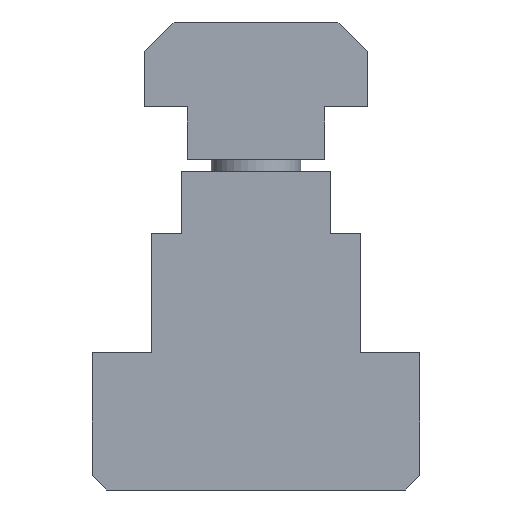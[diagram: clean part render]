
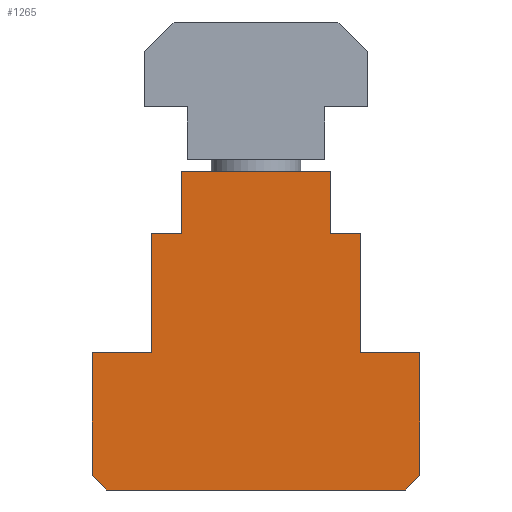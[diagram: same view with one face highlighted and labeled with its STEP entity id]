
A CAD part, front view. The second image highlights one B-rep face of the part: STEP entity #1265.
In plain terms, the highlighted planar face has unit normal (0, -1, 0).
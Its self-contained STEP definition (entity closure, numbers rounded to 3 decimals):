
#537=VERTEX_POINT('',#1541);
#551=VERTEX_POINT('',#1555);
#561=VERTEX_POINT('',#1565);
#577=VERTEX_POINT('',#1583);
#617=EDGE_CURVE('',#1199,#577,#1626,.T.);
#625=EDGE_CURVE('',#1461,#997,#1635,.T.);
#631=EDGE_CURVE('',#1165,#1233,#1641,.T.);
#759=EDGE_CURVE('',#1233,#1013,#1788,.T.);
#833=EDGE_CURVE('',#1013,#537,#1872,.T.);
#847=EDGE_CURVE('',#997,#1065,#1886,.T.);
#889=EDGE_CURVE('',#1373,#561,#1931,.T.);
#997=VERTEX_POINT('',#2046);
#1013=VERTEX_POINT('',#2063);
#1017=EDGE_CURVE('',#551,#1199,#2067,.T.);
#1065=VERTEX_POINT('',#2122);
#1071=EDGE_CURVE('',#537,#1445,#2128,.T.);
#1101=VERTEX_POINT('',#2161);
#1109=EDGE_CURVE('',#1101,#1373,#2170,.T.);
#1165=VERTEX_POINT('',#2228);
#1179=EDGE_CURVE('',#1065,#1165,#2243,.T.);
#1199=VERTEX_POINT('',#2268);
#1219=EDGE_CURVE('',#1445,#1101,#2290,.T.);
#1227=EDGE_CURVE('',#561,#551,#2298,.T.);
#1233=VERTEX_POINT('',#2304);
#1265=ADVANCED_FACE('',(#2343),#2344,.T.);
#1325=EDGE_CURVE('',#577,#1461,#2410,.T.);
#1373=VERTEX_POINT('',#2461);
#1445=VERTEX_POINT('',#2539);
#1461=VERTEX_POINT('',#2556);
#1541=CARTESIAN_POINT('',(11.0,-19.8,0.0));
#1555=CARTESIAN_POINT('',(-11.0,-19.8,0.0));
#1565=CARTESIAN_POINT('',(-11.0,-19.8,-8.2));
#1583=CARTESIAN_POINT('',(-7.0,-19.8,8.0));
#1626=LINE('',#2755,#2756);
#1635=LINE('',#2766,#2767);
#1641=LINE('',#2778,#2779);
#1788=LINE('',#3008,#3009);
#1872=LINE('',#3124,#3125);
#1886=LINE('',#3146,#3147);
#1931=LINE('',#3219,#3220);
#2046=CARTESIAN_POINT('',(-5.0,-19.8,12.2));
#2063=CARTESIAN_POINT('',(7.0,-19.8,0.0));
#2067=LINE('',#3441,#3442);
#2122=CARTESIAN_POINT('',(5.0,-19.8,12.2));
#2128=LINE('',#3537,#3538);
#2161=CARTESIAN_POINT('',(10.0,-19.8,-9.2));
#2170=LINE('',#3593,#3594);
#2228=CARTESIAN_POINT('',(5.0,-19.8,8.0));
#2243=LINE('',#3707,#3708);
#2268=CARTESIAN_POINT('',(-7.0,-19.8,0.0));
#2290=LINE('',#3781,#3782);
#2298=LINE('',#3796,#3797);
#2304=CARTESIAN_POINT('',(7.0,-19.8,8.0));
#2343=FACE_OUTER_BOUND('',#3854,.T.);
#2344=PLANE('',#3855);
#2410=LINE('',#3951,#3952);
#2461=CARTESIAN_POINT('',(-10.0,-19.8,-9.2));
#2539=CARTESIAN_POINT('',(11.0,-19.8,-8.2));
#2556=CARTESIAN_POINT('',(-5.0,-19.8,8.0));
#2755=CARTESIAN_POINT('',(-7.0,-19.8,8.0));
#2756=VECTOR('',#4339,1.0);
#2766=CARTESIAN_POINT('',(-5.0,-19.8,12.2));
#2767=VECTOR('',#4348,1.0);
#2778=CARTESIAN_POINT('',(7.0,-19.8,8.0));
#2779=VECTOR('',#4351,1.0);
#3008=CARTESIAN_POINT('',(7.0,-19.8,0.0));
#3009=VECTOR('',#4526,1.0);
#3124=CARTESIAN_POINT('',(11.0,-19.8,0.0));
#3125=VECTOR('',#4641,1.0);
#3146=CARTESIAN_POINT('',(5.0,-19.8,12.2));
#3147=VECTOR('',#4645,1.0);
#3219=CARTESIAN_POINT('',(-11.0,-19.8,-8.2));
#3220=VECTOR('',#4684,1.0);
#3441=CARTESIAN_POINT('',(-7.0,-19.8,0.0));
#3442=VECTOR('',#4790,1.0);
#3537=CARTESIAN_POINT('',(11.0,-19.8,-8.2));
#3538=VECTOR('',#4853,1.0);
#3593=CARTESIAN_POINT('',(-10.0,-19.8,-9.2));
#3594=VECTOR('',#4902,1.0);
#3707=CARTESIAN_POINT('',(5.0,-19.8,8.0));
#3708=VECTOR('',#4947,1.0);
#3781=CARTESIAN_POINT('',(10.0,-19.8,-9.2));
#3782=VECTOR('',#5002,1.0);
#3796=CARTESIAN_POINT('',(-11.0,-19.8,0.0));
#3797=VECTOR('',#5008,1.0);
#3854=EDGE_LOOP('',(#5077,#5078,#5079,#5080,#5081,#5082,#5083,#5084,#5085,#5086,#5087,#5088,#5089,#5090));
#3855=AXIS2_PLACEMENT_3D('',#5091,#5092,#5093);
#3951=CARTESIAN_POINT('',(-5.0,-19.8,8.0));
#3952=VECTOR('',#5167,1.0);
#4339=DIRECTION('',(0.0,0.,1.0));
#4348=DIRECTION('',(0.0,0.,1.0));
#4351=DIRECTION('',(1.0,0.0,0.0));
#4526=DIRECTION('',(0.0,0.,-1.0));
#4641=DIRECTION('',(1.0,0.0,0.0));
#4645=DIRECTION('',(1.0,0.0,0.0));
#4684=DIRECTION('',(-0.707,0.,0.707));
#4790=DIRECTION('',(1.0,0.0,0.0));
#4853=DIRECTION('',(0.0,0.,-1.0));
#4902=DIRECTION('',(-1.0,0.0,0.0));
#4947=DIRECTION('',(0.0,0.,-1.0));
#5002=DIRECTION('',(-0.707,0.,-0.707));
#5008=DIRECTION('',(0.0,0.,1.0));
#5077=ORIENTED_EDGE('',*,*,#1219,.F.);
#5078=ORIENTED_EDGE('',*,*,#1071,.F.);
#5079=ORIENTED_EDGE('',*,*,#833,.F.);
#5080=ORIENTED_EDGE('',*,*,#759,.F.);
#5081=ORIENTED_EDGE('',*,*,#631,.F.);
#5082=ORIENTED_EDGE('',*,*,#1179,.F.);
#5083=ORIENTED_EDGE('',*,*,#847,.F.);
#5084=ORIENTED_EDGE('',*,*,#625,.F.);
#5085=ORIENTED_EDGE('',*,*,#1325,.F.);
#5086=ORIENTED_EDGE('',*,*,#617,.F.);
#5087=ORIENTED_EDGE('',*,*,#1017,.F.);
#5088=ORIENTED_EDGE('',*,*,#1227,.F.);
#5089=ORIENTED_EDGE('',*,*,#889,.F.);
#5090=ORIENTED_EDGE('',*,*,#1109,.F.);
#5091=CARTESIAN_POINT('',(0.,-19.8,0.315));
#5092=DIRECTION('',(0.0,-1.0,0.));
#5093=DIRECTION('',(1.0,0.0,0.0));
#5167=DIRECTION('',(1.0,0.0,0.0));
